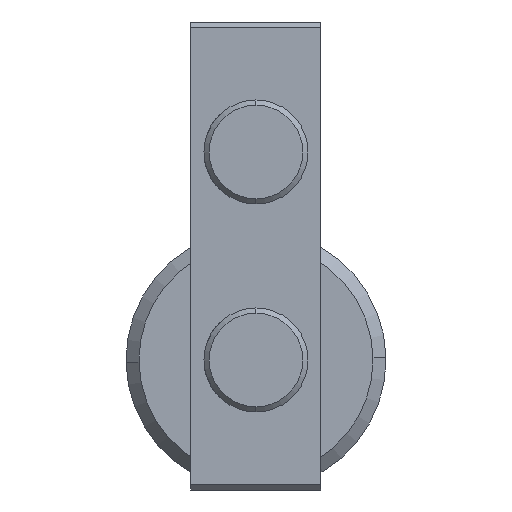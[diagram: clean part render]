
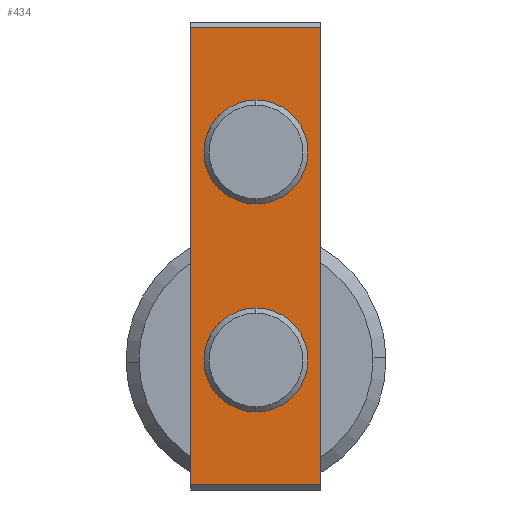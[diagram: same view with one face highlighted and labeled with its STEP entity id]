
A CAD part, left-side view. The second image highlights one B-rep face of the part: STEP entity #434.
In plain terms, the highlighted planar face has unit normal (-1, 0, 0).
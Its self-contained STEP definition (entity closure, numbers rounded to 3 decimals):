
#20 = VECTOR ( 'NONE', #277, 1000. ) ;
#86 = EDGE_CURVE ( 'NONE', #1089, #1741, #199, .T. ) ;
#111 = DIRECTION ( 'NONE',  ( -1., 0., 0. ) ) ;
#115 = ORIENTED_EDGE ( 'NONE', *, *, #796, .F. ) ;
#131 = EDGE_LOOP ( 'NONE', ( #1621, #115 ) ) ;
#135 = EDGE_CURVE ( 'NONE', #506, #1665, #517, .T. ) ;
#169 = VERTEX_POINT ( 'NONE', #1169 ) ;
#171 = CARTESIAN_POINT ( 'NONE',  ( -10., 0., -2. ) ) ;
#172 = DIRECTION ( 'NONE',  ( 0., 0., 1. ) ) ;
#198 = CARTESIAN_POINT ( 'NONE',  ( -10., 0., -4. ) ) ;
#199 = LINE ( 'NONE', #437, #1616 ) ;
#201 = VERTEX_POINT ( 'NONE', #260 ) ;
#231 = VECTOR ( 'NONE', #1310, 1000. ) ;
#260 = CARTESIAN_POINT ( 'NONE',  ( -10., 2.5, -8.8 ) ) ;
#267 = VECTOR ( 'NONE', #697, 1000. ) ;
#277 = DIRECTION ( 'NONE',  ( 0., 0., -1. ) ) ;
#293 = ORIENTED_EDGE ( 'NONE', *, *, #1614, .F. ) ;
#305 = VERTEX_POINT ( 'NONE', #1449 ) ;
#330 = CARTESIAN_POINT ( 'NONE',  ( -10., 0., 0. ) ) ;
#387 = CIRCLE ( 'NONE', #1749, 2. ) ;
#434 = ADVANCED_FACE ( 'NONE', ( #1771, #1171, #708 ), #578, .T. ) ;
#437 = CARTESIAN_POINT ( 'NONE',  ( -10., 2.5, 8.8 ) ) ;
#506 = VERTEX_POINT ( 'NONE', #606 ) ;
#517 = CIRCLE ( 'NONE', #1354, 2. ) ;
#578 = PLANE ( 'NONE',  #1637 ) ;
#606 = CARTESIAN_POINT ( 'NONE',  ( -10., 0., -6. ) ) ;
#653 = CARTESIAN_POINT ( 'NONE',  ( -10., 2.5, 8.8 ) ) ;
#671 = CARTESIAN_POINT ( 'NONE',  ( -10., -2.5, 8.8 ) ) ;
#697 = DIRECTION ( 'NONE',  ( 0., 0., 1. ) ) ;
#707 = CARTESIAN_POINT ( 'NONE',  ( -10., 2.5, 9. ) ) ;
#708 = FACE_OUTER_BOUND ( 'NONE', #868, .T. ) ;
#754 = LINE ( 'NONE', #1095, #20 ) ;
#756 = AXIS2_PLACEMENT_3D ( 'NONE', #1125, #1265, #172 ) ;
#796 = EDGE_CURVE ( 'NONE', #305, #1374, #1198, .T. ) ;
#801 = ORIENTED_EDGE ( 'NONE', *, *, #86, .T. ) ;
#810 = ORIENTED_EDGE ( 'NONE', *, *, #1255, .F. ) ;
#839 = CARTESIAN_POINT ( 'NONE',  ( -10., 0., -4. ) ) ;
#868 = EDGE_LOOP ( 'NONE', ( #810, #871, #1740, #801 ) ) ;
#871 = ORIENTED_EDGE ( 'NONE', *, *, #1713, .T. ) ;
#904 = DIRECTION ( 'NONE',  ( 0., 0., 1. ) ) ;
#909 = CARTESIAN_POINT ( 'NONE',  ( -10., -2.5, -8.8 ) ) ;
#945 = DIRECTION ( 'NONE',  ( 0., 1., 0. ) ) ;
#994 = CARTESIAN_POINT ( 'NONE',  ( -10., 0., 4. ) ) ;
#1089 = VERTEX_POINT ( 'NONE', #671 ) ;
#1095 = CARTESIAN_POINT ( 'NONE',  ( -10., -2.5, 9. ) ) ;
#1125 = CARTESIAN_POINT ( 'NONE',  ( -10., 0., 4. ) ) ;
#1140 = DIRECTION ( 'NONE',  ( 0., 0., 1. ) ) ;
#1144 = EDGE_CURVE ( 'NONE', #1089, #169, #754, .T. ) ;
#1169 = CARTESIAN_POINT ( 'NONE',  ( -10., -2.5, -8.8 ) ) ;
#1171 = FACE_BOUND ( 'NONE', #1412, .T. ) ;
#1198 = CIRCLE ( 'NONE', #756, 2. ) ;
#1255 = EDGE_CURVE ( 'NONE', #201, #1741, #1320, .T. ) ;
#1265 = DIRECTION ( 'NONE',  ( -1., 0., 0. ) ) ;
#1279 = LINE ( 'NONE', #909, #231 ) ;
#1294 = DIRECTION ( 'NONE',  ( -1., 0., 0. ) ) ;
#1310 = DIRECTION ( 'NONE',  ( 0., -1., 0. ) ) ;
#1320 = LINE ( 'NONE', #707, #267 ) ;
#1354 = AXIS2_PLACEMENT_3D ( 'NONE', #198, #1758, #1640 ) ;
#1374 = VERTEX_POINT ( 'NONE', #1663 ) ;
#1412 = EDGE_LOOP ( 'NONE', ( #293, #1742 ) ) ;
#1449 = CARTESIAN_POINT ( 'NONE',  ( -10., 0., 2. ) ) ;
#1469 = AXIS2_PLACEMENT_3D ( 'NONE', #839, #1294, #1140 ) ;
#1559 = EDGE_CURVE ( 'NONE', #1374, #305, #387, .T. ) ;
#1582 = DIRECTION ( 'NONE',  ( 0., 0., 1. ) ) ;
#1614 = EDGE_CURVE ( 'NONE', #1665, #506, #1628, .T. ) ;
#1616 = VECTOR ( 'NONE', #945, 1000. ) ;
#1621 = ORIENTED_EDGE ( 'NONE', *, *, #1559, .F. ) ;
#1628 = CIRCLE ( 'NONE', #1469, 2. ) ;
#1637 = AXIS2_PLACEMENT_3D ( 'NONE', #330, #111, #904 ) ;
#1640 = DIRECTION ( 'NONE',  ( 0., 0., 1. ) ) ;
#1663 = CARTESIAN_POINT ( 'NONE',  ( -10., 0., 6. ) ) ;
#1665 = VERTEX_POINT ( 'NONE', #171 ) ;
#1686 = DIRECTION ( 'NONE',  ( -1., 0., 0. ) ) ;
#1713 = EDGE_CURVE ( 'NONE', #201, #169, #1279, .T. ) ;
#1740 = ORIENTED_EDGE ( 'NONE', *, *, #1144, .F. ) ;
#1741 = VERTEX_POINT ( 'NONE', #653 ) ;
#1742 = ORIENTED_EDGE ( 'NONE', *, *, #135, .F. ) ;
#1749 = AXIS2_PLACEMENT_3D ( 'NONE', #994, #1686, #1582 ) ;
#1758 = DIRECTION ( 'NONE',  ( -1., 0., 0. ) ) ;
#1771 = FACE_BOUND ( 'NONE', #131, .T. ) ;
